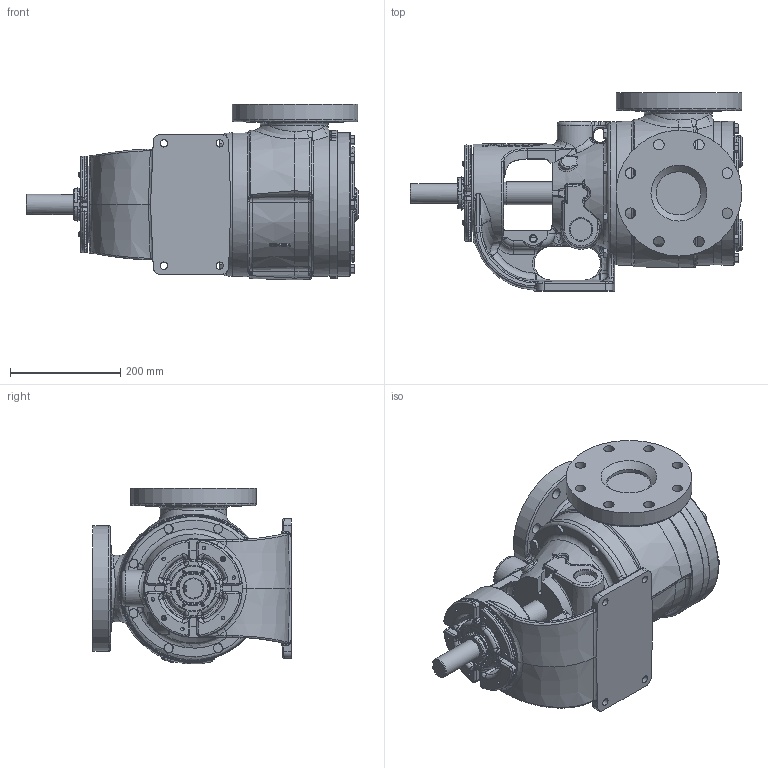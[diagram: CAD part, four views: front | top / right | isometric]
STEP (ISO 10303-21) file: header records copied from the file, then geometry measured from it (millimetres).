
FILE_DESCRIPTION (( 'STEP AP214' ), '1' );
FILE_NAME ('LS224A_4in.STEP', '2018-08-02T15:53:29', ( '' ), ( '' ), 'SwSTEP 2.0', 'SolidWorks 2017', '' );
FILE_SCHEMA (( 'AUTOMOTIVE_DESIGN' ));
Length unit declared in the file: inch
Products named in the file (1): LS224A_4in
Bounding box: 603.63 x 360.43 x 319.85 mm (x, y, z)
Volume: 21656464.9 mm3; surface area: 946286.9 mm2
Topology: 1 solids, 1 shells, 2173 faces, 5529 edges, 3363 vertices
Faces by surface type: plane 690, bspline 522, cylinder 491, cone 318, torus 115, sphere 37
Full cylindrical faces by diameter (mm): 5.055 x6, 6.35 x6, 6.528 x2, 7.937 x2, 9.525 x2, 11.112 x3, 11.113 x5, 11.506 x1, 11.938 x8, 12.7 x8, 13.487 x4, 15.875 x16, 19.05 x16, 38.25 x1, 40.069 x1, 41.256 x1, 45.618 x1, 46.469 x1, 61.976 x1, 133.35 x1, 139.624 x1, 139.7 x1, 228.6 x2, 260.35 x2
Entity records: 152804 total; most frequent: CARTESIAN_POINT 90963, ORIENTED_EDGE 10420, DIRECTION 8395, EDGE_CURVE 5210, AXIS2_PLACEMENT_3D 3617, VERTEX_POINT 3266, EDGE_LOOP 2468, FACE_OUTER_BOUND 2289
